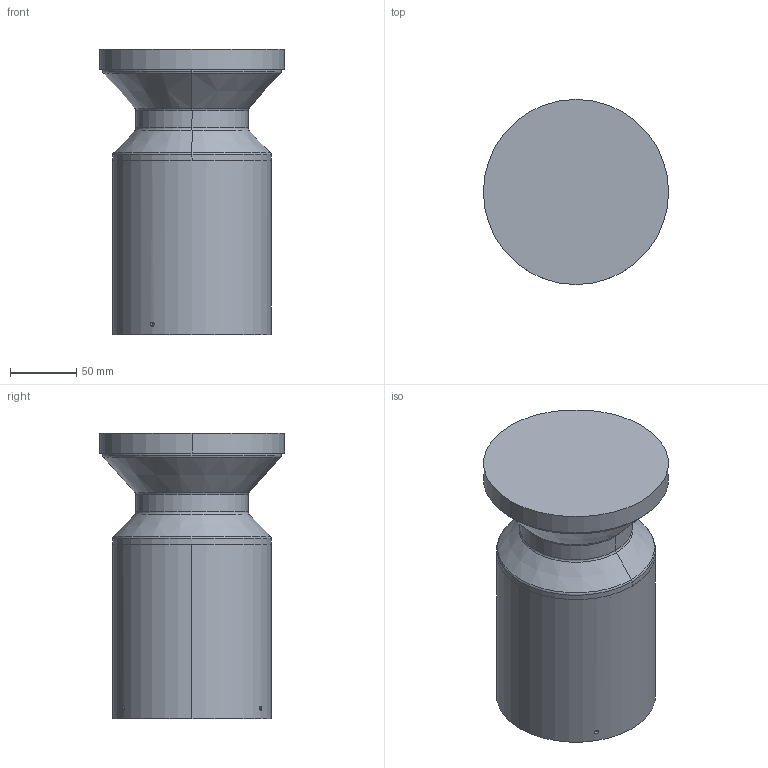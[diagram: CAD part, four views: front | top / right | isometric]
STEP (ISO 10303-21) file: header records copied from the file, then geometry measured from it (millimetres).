
FILE_DESCRIPTION((''),'2;1');
FILE_NAME('LWC053-215_ASM','2022-02-24T',('Administrator'),(''),'PRO/ENGINEER BY PARAMETRIC TECHNOLOGY CORPORATION, 2014000','PRO/ENGINEER BY PARAMETRIC TECHNOLOGY CORPORATION, 2014000','');
FILE_SCHEMA(('CONFIG_CONTROL_DESIGN'));
Length unit declared in the file: millimetre
Products named in the file (15): D120X132; E27-U-ZHIJIA; E27-1-1; D114X13; M117X18; D135X93-PE; D140X15; D45X1; M3X4; M10X30; M10X3; D14X13; EJE-IP44; LL-LL; LWC053-215_ASM
Assembly tree (15 placements, depth 2):
  LWC053-215_ASM
    D120X132
    E27-U-ZHIJIA
    E27-1-1
    D114X13
    M117X18
    D135X93-PE
    D140X15
    D45X1
    M3X4  x2
    M10X30
    M10X3
    D14X13
    EJE-IP44
    LL-LL
Bounding box: 140 x 140 x 215.97 mm (x, y, z)
Volume: 490740.2 mm3; surface area: 338593.6 mm2
Topology: 15 solids, 15 shells, 618 faces, 1543 edges, 956 vertices
Faces by surface type: cylinder 274, plane 190, bspline 62, cone 40, torus 40, sphere 12
Entity records: 30070 total; most frequent: CARTESIAN_POINT 16041, ORIENTED_EDGE 2792, DIRECTION 2692, EDGE_CURVE 1396, AXIS2_PLACEMENT_3D 1051, VERTEX_POINT 889, EDGE_LOOP 655, VECTOR 590
